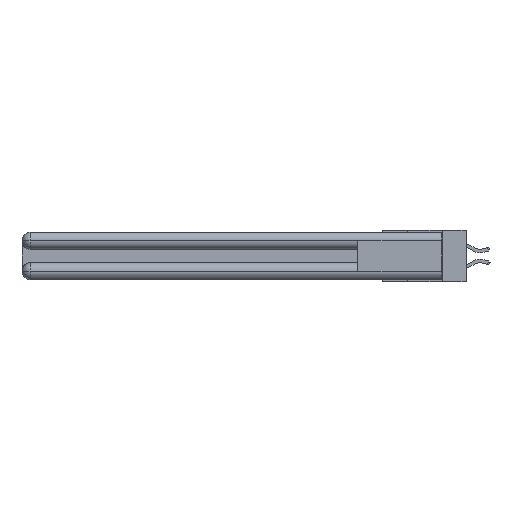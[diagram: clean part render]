
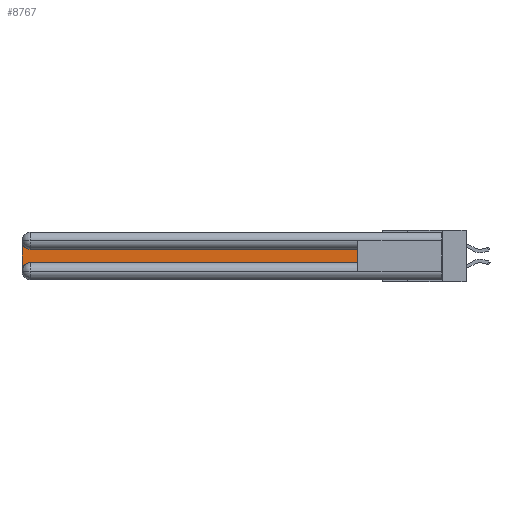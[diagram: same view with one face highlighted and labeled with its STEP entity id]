
A CAD part, left-side view. The second image highlights one B-rep face of the part: STEP entity #8767.
In plain terms, the highlighted planar face has unit normal (-1, 0, 0).
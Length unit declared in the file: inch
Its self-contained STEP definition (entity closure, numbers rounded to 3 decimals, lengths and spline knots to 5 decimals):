
#87 = CARTESIAN_POINT ( 'NONE',  ( 0.075, 3., -0.0625 ) ) ;
#576 = AXIS2_PLACEMENT_3D ( 'NONE', #30575, #11159, #6084 ) ;
#739 = ORIENTED_EDGE ( 'NONE', *, *, #7540, .T. ) ;
#2520 = CARTESIAN_POINT ( 'NONE',  ( 0.075, 2.94, -0.2175 ) ) ;
#3179 = CARTESIAN_POINT ( 'NONE',  ( 0.075, 3., -0.1225 ) ) ;
#3803 = ORIENTED_EDGE ( 'NONE', *, *, #12766, .T. ) ;
#4959 = VECTOR ( 'NONE', #20695, 39.37008 ) ;
#5861 = CARTESIAN_POINT ( 'NONE',  ( 0.075, 2.94, -0.2775 ) ) ;
#6084 = DIRECTION ( 'NONE',  ( 0., 0., -1. ) ) ;
#6172 = ORIENTED_EDGE ( 'NONE', *, *, #20463, .T. ) ;
#6653 = CIRCLE ( 'NONE', #576, 0.06 ) ;
#6781 = CARTESIAN_POINT ( 'NONE',  ( 0.075, 2.94, -0.1225 ) ) ;
#7436 = ORIENTED_EDGE ( 'NONE', *, *, #12626, .T. ) ;
#7540 = EDGE_CURVE ( 'NONE', #16114, #18684, #6653, .T. ) ;
#7565 = CARTESIAN_POINT ( 'NONE',  ( 0.075, 0.6, -0.2175 ) ) ;
#8040 = PLANE ( 'NONE',  #20049 ) ;
#8767 = ADVANCED_FACE ( 'NONE', ( #14281 ), #8040, .F. ) ;
#8939 = LINE ( 'NONE', #28904, #21131 ) ;
#9190 = CIRCLE ( 'NONE', #16903, 0.06 ) ;
#10243 = CARTESIAN_POINT ( 'NONE',  ( 0.075, 0.6, -0.1225 ) ) ;
#11159 = DIRECTION ( 'NONE',  ( 1., 0., 0. ) ) ;
#11649 = LINE ( 'NONE', #11849, #28074 ) ;
#11849 = CARTESIAN_POINT ( 'NONE',  ( 0.075, 3., -0.2175 ) ) ;
#12567 = EDGE_CURVE ( 'NONE', #31688, #18475, #18718, .T. ) ;
#12604 = DIRECTION ( 'NONE',  ( 0., 0., 1. ) ) ;
#12626 = EDGE_CURVE ( 'NONE', #18635, #31688, #9190, .T. ) ;
#12766 = EDGE_CURVE ( 'NONE', #18475, #23437, #16804, .T. ) ;
#12978 = DIRECTION ( 'NONE',  ( 1., 0., 0. ) ) ;
#14059 = CARTESIAN_POINT ( 'NONE',  ( 0.075, 0.6, -0.2175 ) ) ;
#14281 = FACE_OUTER_BOUND ( 'NONE', #30781, .T. ) ;
#14515 = ORIENTED_EDGE ( 'NONE', *, *, #28120, .T. ) ;
#14568 = DIRECTION ( 'NONE',  ( 0., 1., 0. ) ) ;
#15398 = DIRECTION ( 'NONE',  ( 0., 0., -1. ) ) ;
#16114 = VERTEX_POINT ( 'NONE', #6781 ) ;
#16296 = DIRECTION ( 'NONE',  ( 0., 0., -1. ) ) ;
#16804 = LINE ( 'NONE', #7565, #27507 ) ;
#16903 = AXIS2_PLACEMENT_3D ( 'NONE', #5861, #23082, #30468 ) ;
#18475 = VERTEX_POINT ( 'NONE', #14059 ) ;
#18635 = VERTEX_POINT ( 'NONE', #29032 ) ;
#18684 = VERTEX_POINT ( 'NONE', #87 ) ;
#18718 = LINE ( 'NONE', #25866, #4959 ) ;
#20049 = AXIS2_PLACEMENT_3D ( 'NONE', #3179, #12978, #15398 ) ;
#20463 = EDGE_CURVE ( 'NONE', #18684, #18635, #11649, .T. ) ;
#20695 = DIRECTION ( 'NONE',  ( 0., -1., 0. ) ) ;
#21131 = VECTOR ( 'NONE', #14568, 39.37008 ) ;
#23082 = DIRECTION ( 'NONE',  ( 1., 0., 0. ) ) ;
#23135 = ORIENTED_EDGE ( 'NONE', *, *, #12567, .T. ) ;
#23437 = VERTEX_POINT ( 'NONE', #10243 ) ;
#25866 = CARTESIAN_POINT ( 'NONE',  ( 0.075, 0.6, -0.2175 ) ) ;
#27507 = VECTOR ( 'NONE', #12604, 39.37008 ) ;
#28074 = VECTOR ( 'NONE', #16296, 39.37008 ) ;
#28120 = EDGE_CURVE ( 'NONE', #23437, #16114, #8939, .T. ) ;
#28904 = CARTESIAN_POINT ( 'NONE',  ( 0.075, 0.6, -0.1225 ) ) ;
#29032 = CARTESIAN_POINT ( 'NONE',  ( 0.075, 3., -0.2775 ) ) ;
#30468 = DIRECTION ( 'NONE',  ( 0., 0., -1. ) ) ;
#30575 = CARTESIAN_POINT ( 'NONE',  ( 0.075, 2.94, -0.0625 ) ) ;
#30781 = EDGE_LOOP ( 'NONE', ( #14515, #739, #6172, #7436, #23135, #3803 ) ) ;
#31688 = VERTEX_POINT ( 'NONE', #2520 ) ;
